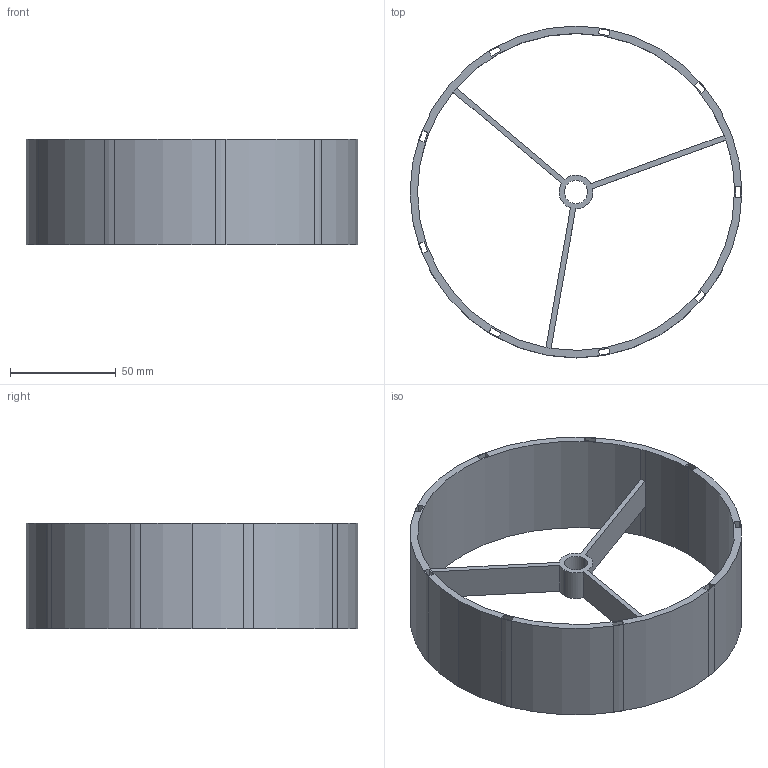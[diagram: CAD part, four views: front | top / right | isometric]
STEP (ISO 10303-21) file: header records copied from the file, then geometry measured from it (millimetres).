
FILE_DESCRIPTION(/* description */ ('VariCAD 2019-2.02 AP-214'),/* implementation_level */ '2;1');
FILE_NAME(/* name */ 'rotor_v3.stp',/* time_stamp */ '2019-04-24T18:57:01-05:00',/* author */ (''),/* organization */ (''),/* preprocessor_version */ 'VariCAD 2019-2.02',/* originating_system */ 'VariCAD 2019-2.02; kernel version (20180118)',/* authorisation */ '');
FILE_SCHEMA(('AUTOMOTIVE_DESIGN'));
Length unit declared in the file: millimetre
Products named in the file (2): rotor_v3
Assembly tree (1 placements, depth 2):
  rotor_v3
    (unnamed)
Bounding box: 157 x 157 x 50 mm (x, y, z)
Volume: 87890.4 mm3; surface area: 66429.6 mm2
Topology: 1 solids, 1 shells, 66 faces, 192 edges, 124 vertices
Faces by surface type: plane 46, cylinder 20
Entity records: 2266 total; most frequent: CARTESIAN_POINT 386, ORIENTED_EDGE 384, DIRECTION 372, EDGE_CURVE 192, LINE 152, VECTOR 152, VERTEX_POINT 124, AXIS2_PLACEMENT_3D 110
